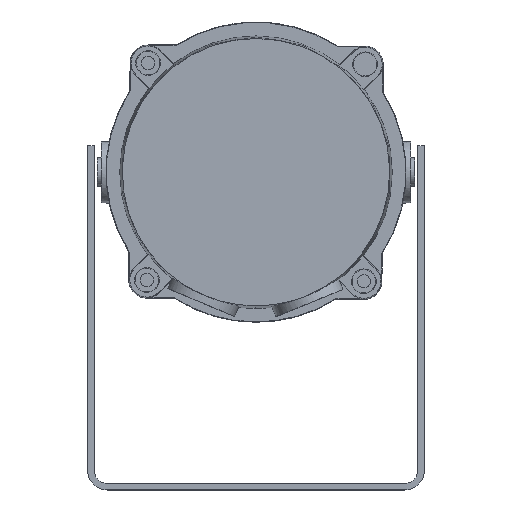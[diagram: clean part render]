
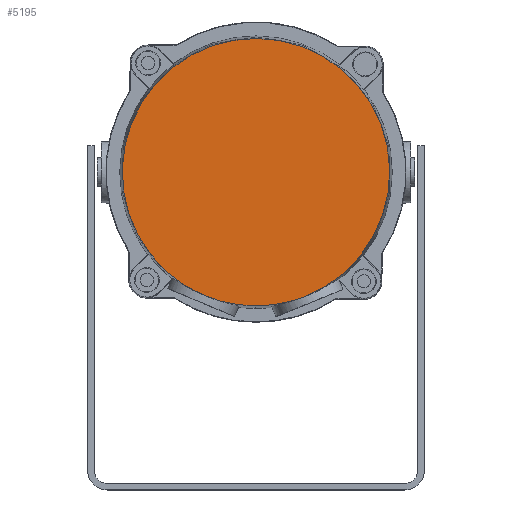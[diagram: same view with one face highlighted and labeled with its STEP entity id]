
A CAD part, left-side view. The second image highlights one B-rep face of the part: STEP entity #5195.
In plain terms, the highlighted planar face has unit normal (-1, 0, 0).
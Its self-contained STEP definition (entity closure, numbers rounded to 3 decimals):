
#307 = DIRECTION ( 'NONE',  ( 0., 0., -1. ) ) ;
#429 = EDGE_CURVE ( 'NONE', #6960, #2590, #8317, .T. ) ;
#662 = DIRECTION ( 'NONE',  ( -1., 0., 0. ) ) ;
#850 = DIRECTION ( 'NONE',  ( 1., 0., 0. ) ) ;
#1028 = CARTESIAN_POINT ( 'NONE',  ( -38., 0., 0. ) ) ;
#1104 = AXIS2_PLACEMENT_3D ( 'NONE', #1028, #4625, #307 ) ;
#1499 = ORIENTED_EDGE ( 'NONE', *, *, #3838, .F. ) ;
#2590 = VERTEX_POINT ( 'NONE', #7796 ) ;
#3324 = AXIS2_PLACEMENT_3D ( 'NONE', #5190, #850, #5902 ) ;
#3408 = CIRCLE ( 'NONE', #3324, 61. ) ;
#3838 = EDGE_CURVE ( 'NONE', #2590, #4075, #3408, .T. ) ;
#4075 = VERTEX_POINT ( 'NONE', #6183 ) ;
#4247 = CARTESIAN_POINT ( 'NONE',  ( -38., 0., 0. ) ) ;
#4625 = DIRECTION ( 'NONE',  ( 1., 0., 0. ) ) ;
#4964 = PLANE ( 'NONE',  #7211 ) ;
#4991 = DIRECTION ( 'NONE',  ( 0., 0., -1. ) ) ;
#5181 = EDGE_CURVE ( 'NONE', #4075, #6960, #5414, .T. ) ;
#5190 = CARTESIAN_POINT ( 'NONE',  ( -38., 0., 0. ) ) ;
#5195 = ADVANCED_FACE ( 'NONE', ( #7323 ), #4964, .T. ) ;
#5414 = CIRCLE ( 'NONE', #6544, 61. ) ;
#5703 = DIRECTION ( 'NONE',  ( 0., 0., 1. ) ) ;
#5884 = ORIENTED_EDGE ( 'NONE', *, *, #5181, .F. ) ;
#5902 = DIRECTION ( 'NONE',  ( 0., 0., -1. ) ) ;
#6183 = CARTESIAN_POINT ( 'NONE',  ( -38., 23.344, -56.357 ) ) ;
#6544 = AXIS2_PLACEMENT_3D ( 'NONE', #4247, #9274, #4991 ) ;
#6622 = ORIENTED_EDGE ( 'NONE', *, *, #429, .F. ) ;
#6824 = EDGE_LOOP ( 'NONE', ( #5884, #1499, #6622 ) ) ;
#6960 = VERTEX_POINT ( 'NONE', #7995 ) ;
#7211 = AXIS2_PLACEMENT_3D ( 'NONE', #8565, #662, #5703 ) ;
#7323 = FACE_OUTER_BOUND ( 'NONE', #6824, .T. ) ;
#7796 = CARTESIAN_POINT ( 'NONE',  ( -38., 0., -61. ) ) ;
#7995 = CARTESIAN_POINT ( 'NONE',  ( -38., -23.344, -56.357 ) ) ;
#8317 = CIRCLE ( 'NONE', #1104, 61. ) ;
#8565 = CARTESIAN_POINT ( 'NONE',  ( -38., 0., 0. ) ) ;
#9274 = DIRECTION ( 'NONE',  ( 1., 0., 0. ) ) ;
